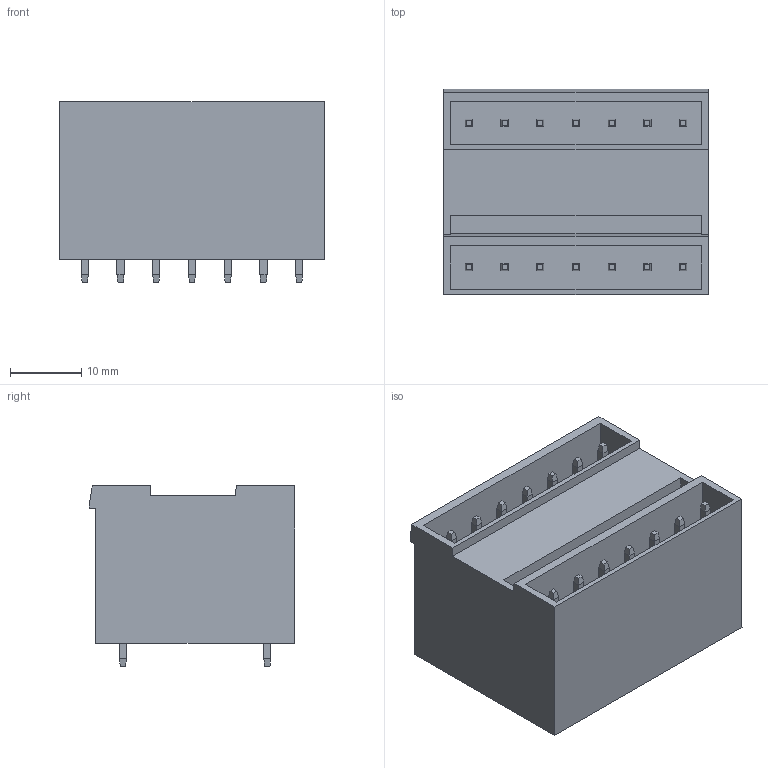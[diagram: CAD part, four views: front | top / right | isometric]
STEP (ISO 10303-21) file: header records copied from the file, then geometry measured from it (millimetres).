
FILE_DESCRIPTION(('CATIA V5 STEP Exchange','CAx-IF Rec.Pracs.--- Model Styling and Organization---1.2---2011-12-15'),'2;1');
FILE_NAME ('D1453500_0_1614860000_1614860000.stp','2018-11-03T04:32:40+00:00',('none'),('Weidmueller'),'CATIA Version 5-6 Release 2014','CATIA V5 STEP AP214','none');
FILE_SCHEMA(('AUTOMOTIVE_DESIGN { 1 0 10303 214 1 1 1 1 }'));
Length unit declared in the file: millimetre
Products named in the file (1): 1614860000
Bounding box: 37 x 28.68 x 25.2 mm (x, y, z)
Volume: 11319.1 mm3; surface area: 10993.7 mm2
Topology: 15 solids, 15 shells, 286 faces, 650 edges, 396 vertices
Faces by surface type: plane 286
Entity records: 6872 total; most frequent: ORIENTED_EDGE 1300, CARTESIAN_POINT 1288, DIRECTION 796, EDGE_CURVE 650, VECTOR 538, LINE 538, VERTEX_POINT 396, EDGE_LOOP 316
